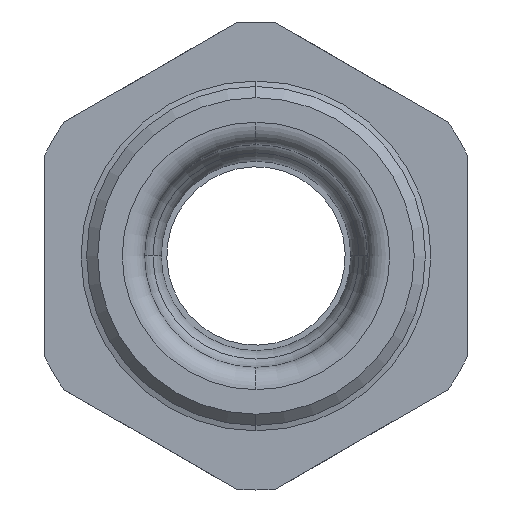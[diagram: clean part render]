
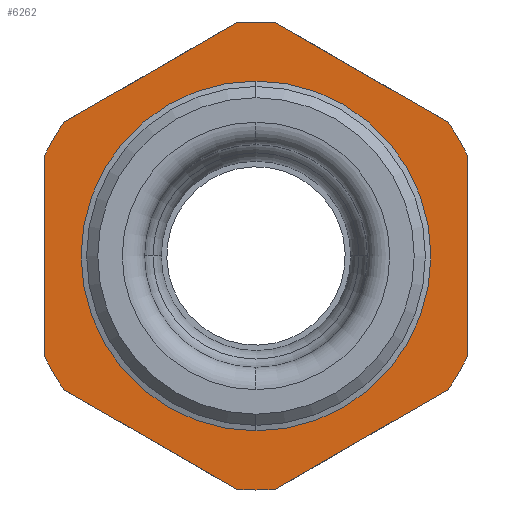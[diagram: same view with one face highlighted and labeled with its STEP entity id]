
A CAD part, front view. The second image highlights one B-rep face of the part: STEP entity #6262.
In plain terms, the highlighted planar face has unit normal (0, -1, 0).
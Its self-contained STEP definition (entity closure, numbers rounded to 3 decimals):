
#112 = CARTESIAN_POINT ( 'NONE',  ( 0., -6.65, 0. ) ) ;
#144 = VERTEX_POINT ( 'NONE', #1866 ) ;
#160 = ORIENTED_EDGE ( 'NONE', *, *, #433, .F. ) ;
#175 = ORIENTED_EDGE ( 'NONE', *, *, #4775, .T. ) ;
#350 = DIRECTION ( 'NONE',  ( 0., 0., -1. ) ) ;
#376 = CARTESIAN_POINT ( 'NONE',  ( 0., -6.65, 10.97 ) ) ;
#383 = DIRECTION ( 'NONE',  ( 0., -1., 0. ) ) ;
#433 = EDGE_CURVE ( 'NONE', #1181, #3485, #4906, .T. ) ;
#516 = CARTESIAN_POINT ( 'NONE',  ( 0., -6.65, -10.97 ) ) ;
#524 = AXIS2_PLACEMENT_3D ( 'NONE', #5836, #2323, #6430 ) ;
#580 = VECTOR ( 'NONE', #3622, 1000. ) ;
#654 = ORIENTED_EDGE ( 'NONE', *, *, #2336, .T. ) ;
#694 = DIRECTION ( 'NONE',  ( 0., 0., -1. ) ) ;
#763 = VECTOR ( 'NONE', #1086, 1000. ) ;
#853 = EDGE_CURVE ( 'NONE', #4078, #5055, #3892, .T. ) ;
#879 = VERTEX_POINT ( 'NONE', #6589 ) ;
#910 = CIRCLE ( 'NONE', #4655, 10.5 ) ;
#1086 = DIRECTION ( 'NONE',  ( 0.866, 0., -0.5 ) ) ;
#1181 = VERTEX_POINT ( 'NONE', #4472 ) ;
#1236 = ORIENTED_EDGE ( 'NONE', *, *, #1371, .T. ) ;
#1289 = VERTEX_POINT ( 'NONE', #3427 ) ;
#1317 = EDGE_CURVE ( 'NONE', #3706, #6129, #2305, .T. ) ;
#1371 = EDGE_CURVE ( 'NONE', #144, #1628, #3479, .T. ) ;
#1482 = ORIENTED_EDGE ( 'NONE', *, *, #853, .T. ) ;
#1513 = CARTESIAN_POINT ( 'NONE',  ( 9.5, -6.65, -5.485 ) ) ;
#1561 = DIRECTION ( 'NONE',  ( 0., -1., 0. ) ) ;
#1628 = VERTEX_POINT ( 'NONE', #3804 ) ;
#1707 = AXIS2_PLACEMENT_3D ( 'NONE', #2886, #7016, #3473 ) ;
#1725 = VERTEX_POINT ( 'NONE', #6243 ) ;
#1750 = EDGE_CURVE ( 'NONE', #2113, #1289, #3561, .T. ) ;
#1839 = VECTOR ( 'NONE', #6779, 1000. ) ;
#1866 = CARTESIAN_POINT ( 'NONE',  ( 8.623, -6.65, -5.991 ) ) ;
#2113 = VERTEX_POINT ( 'NONE', #3959 ) ;
#2117 = DIRECTION ( 'NONE',  ( -0.866, 0., 0.5 ) ) ;
#2198 = VECTOR ( 'NONE', #2117, 1000. ) ;
#2208 = CIRCLE ( 'NONE', #5222, 10.5 ) ;
#2305 = CIRCLE ( 'NONE', #1707, 10.5 ) ;
#2323 = DIRECTION ( 'NONE',  ( 0., -1., 0. ) ) ;
#2336 = EDGE_CURVE ( 'NONE', #3539, #1725, #2515, .T. ) ;
#2337 = EDGE_CURVE ( 'NONE', #879, #2113, #7037, .T. ) ;
#2385 = DIRECTION ( 'NONE',  ( 0., -1., 0. ) ) ;
#2486 = EDGE_CURVE ( 'NONE', #7608, #4078, #3993, .T. ) ;
#2493 = DIRECTION ( 'NONE',  ( 0., -1., 0. ) ) ;
#2515 = LINE ( 'NONE', #6325, #3894 ) ;
#2691 = EDGE_CURVE ( 'NONE', #1289, #6876, #7378, .T. ) ;
#2843 = CARTESIAN_POINT ( 'NONE',  ( 0., -6.65, 0. ) ) ;
#2886 = CARTESIAN_POINT ( 'NONE',  ( 0., -6.65, 0. ) ) ;
#3148 = ORIENTED_EDGE ( 'NONE', *, *, #4190, .T. ) ;
#3172 = DIRECTION ( 'NONE',  ( 0., 0., 1. ) ) ;
#3196 = FACE_BOUND ( 'NONE', #7336, .T. ) ;
#3320 = CARTESIAN_POINT ( 'NONE',  ( 9.5, -6.65, 5.485 ) ) ;
#3408 = LINE ( 'NONE', #1513, #1839 ) ;
#3427 = CARTESIAN_POINT ( 'NONE',  ( 0., -6.65, -10.5 ) ) ;
#3441 = DIRECTION ( 'NONE',  ( 0., 0., -1. ) ) ;
#3473 = DIRECTION ( 'NONE',  ( 0., 0., -1. ) ) ;
#3479 = CIRCLE ( 'NONE', #3666, 10.5 ) ;
#3485 = VERTEX_POINT ( 'NONE', #7609 ) ;
#3539 = VERTEX_POINT ( 'NONE', #4690 ) ;
#3559 = VECTOR ( 'NONE', #6260, 1000. ) ;
#3561 = CIRCLE ( 'NONE', #6294, 10.5 ) ;
#3610 = ORIENTED_EDGE ( 'NONE', *, *, #2486, .T. ) ;
#3622 = DIRECTION ( 'NONE',  ( -0.866, 0., -0.5 ) ) ;
#3666 = AXIS2_PLACEMENT_3D ( 'NONE', #5902, #2385, #6496 ) ;
#3706 = VERTEX_POINT ( 'NONE', #6491 ) ;
#3745 = LINE ( 'NONE', #376, #2198 ) ;
#3788 = ORIENTED_EDGE ( 'NONE', *, *, #2337, .T. ) ;
#3804 = CARTESIAN_POINT ( 'NONE',  ( 9.5, -6.65, -4.472 ) ) ;
#3868 = DIRECTION ( 'NONE',  ( 0., -1., 0. ) ) ;
#3892 = LINE ( 'NONE', #5962, #580 ) ;
#3894 = VECTOR ( 'NONE', #5785, 1000. ) ;
#3908 = CARTESIAN_POINT ( 'NONE',  ( 0., -6.65, 0. ) ) ;
#3959 = CARTESIAN_POINT ( 'NONE',  ( -0.877, -6.65, -10.463 ) ) ;
#3961 = ORIENTED_EDGE ( 'NONE', *, *, #1317, .T. ) ;
#3993 = CIRCLE ( 'NONE', #5974, 10.5 ) ;
#4078 = VERTEX_POINT ( 'NONE', #4337 ) ;
#4128 = ORIENTED_EDGE ( 'NONE', *, *, #6636, .F. ) ;
#4144 = CIRCLE ( 'NONE', #524, 7.847 ) ;
#4190 = EDGE_CURVE ( 'NONE', #1725, #879, #2208, .T. ) ;
#4219 = DIRECTION ( 'NONE',  ( 0., -1., 0. ) ) ;
#4306 = PLANE ( 'NONE',  #5142 ) ;
#4337 = CARTESIAN_POINT ( 'NONE',  ( -0.877, -6.65, 10.463 ) ) ;
#4442 = ORIENTED_EDGE ( 'NONE', *, *, #1750, .T. ) ;
#4472 = CARTESIAN_POINT ( 'NONE',  ( 0., -6.65, 7.847 ) ) ;
#4482 = DIRECTION ( 'NONE',  ( 0., 0., -1. ) ) ;
#4655 = AXIS2_PLACEMENT_3D ( 'NONE', #3908, #383, #4482 ) ;
#4663 = AXIS2_PLACEMENT_3D ( 'NONE', #6010, #2493, #6601 ) ;
#4690 = CARTESIAN_POINT ( 'NONE',  ( -9.5, -6.65, 4.472 ) ) ;
#4728 = EDGE_LOOP ( 'NONE', ( #5018, #1236, #175, #3961, #6003, #3610, #1482, #6264, #654, #3148, #3788, #4442, #6415 ) ) ;
#4749 = EDGE_CURVE ( 'NONE', #6129, #7608, #3745, .T. ) ;
#4775 = EDGE_CURVE ( 'NONE', #1628, #3706, #5131, .T. ) ;
#4892 = CARTESIAN_POINT ( 'NONE',  ( 0.877, -6.65, -10.463 ) ) ;
#4906 = CIRCLE ( 'NONE', #4663, 7.847 ) ;
#4934 = CARTESIAN_POINT ( 'NONE',  ( -10.5, -6.65, 0. ) ) ;
#5018 = ORIENTED_EDGE ( 'NONE', *, *, #5622, .T. ) ;
#5055 = VERTEX_POINT ( 'NONE', #5431 ) ;
#5088 = CARTESIAN_POINT ( 'NONE',  ( 0., -6.65, 0. ) ) ;
#5100 = CARTESIAN_POINT ( 'NONE',  ( 0.877, -6.65, 10.463 ) ) ;
#5131 = LINE ( 'NONE', #3320, #3559 ) ;
#5142 = AXIS2_PLACEMENT_3D ( 'NONE', #4934, #6717, #3172 ) ;
#5222 = AXIS2_PLACEMENT_3D ( 'NONE', #7393, #3868, #350 ) ;
#5384 = CARTESIAN_POINT ( 'NONE',  ( 8.623, -6.65, 5.991 ) ) ;
#5431 = CARTESIAN_POINT ( 'NONE',  ( -8.623, -6.65, 5.991 ) ) ;
#5441 = AXIS2_PLACEMENT_3D ( 'NONE', #112, #4219, #694 ) ;
#5622 = EDGE_CURVE ( 'NONE', #6876, #144, #3408, .T. ) ;
#5679 = DIRECTION ( 'NONE',  ( 0., 0., -1. ) ) ;
#5785 = DIRECTION ( 'NONE',  ( 0., 0., -1. ) ) ;
#5836 = CARTESIAN_POINT ( 'NONE',  ( 0., -6.65, 0. ) ) ;
#5851 = EDGE_CURVE ( 'NONE', #5055, #3539, #910, .T. ) ;
#5902 = CARTESIAN_POINT ( 'NONE',  ( 0., -6.65, 0. ) ) ;
#5962 = CARTESIAN_POINT ( 'NONE',  ( -9.5, -6.65, 5.485 ) ) ;
#5974 = AXIS2_PLACEMENT_3D ( 'NONE', #2843, #6988, #3441 ) ;
#6003 = ORIENTED_EDGE ( 'NONE', *, *, #4749, .T. ) ;
#6010 = CARTESIAN_POINT ( 'NONE',  ( 0., -6.65, 0. ) ) ;
#6129 = VERTEX_POINT ( 'NONE', #5384 ) ;
#6243 = CARTESIAN_POINT ( 'NONE',  ( -9.5, -6.65, -4.472 ) ) ;
#6260 = DIRECTION ( 'NONE',  ( 0., 0., 1. ) ) ;
#6262 = ADVANCED_FACE ( 'NONE', ( #6356, #3196 ), #4306, .F. ) ;
#6264 = ORIENTED_EDGE ( 'NONE', *, *, #5851, .T. ) ;
#6294 = AXIS2_PLACEMENT_3D ( 'NONE', #5088, #1561, #5679 ) ;
#6325 = CARTESIAN_POINT ( 'NONE',  ( -9.5, -6.65, -5.485 ) ) ;
#6356 = FACE_OUTER_BOUND ( 'NONE', #4728, .T. ) ;
#6415 = ORIENTED_EDGE ( 'NONE', *, *, #2691, .T. ) ;
#6430 = DIRECTION ( 'NONE',  ( 0., 0., -1. ) ) ;
#6491 = CARTESIAN_POINT ( 'NONE',  ( 9.5, -6.65, 4.472 ) ) ;
#6496 = DIRECTION ( 'NONE',  ( 0., 0., -1. ) ) ;
#6589 = CARTESIAN_POINT ( 'NONE',  ( -8.623, -6.65, -5.991 ) ) ;
#6601 = DIRECTION ( 'NONE',  ( 0., 0., -1. ) ) ;
#6636 = EDGE_CURVE ( 'NONE', #3485, #1181, #4144, .T. ) ;
#6717 = DIRECTION ( 'NONE',  ( 0., 1., 0. ) ) ;
#6779 = DIRECTION ( 'NONE',  ( 0.866, 0., 0.5 ) ) ;
#6876 = VERTEX_POINT ( 'NONE', #4892 ) ;
#6988 = DIRECTION ( 'NONE',  ( 0., -1., 0. ) ) ;
#7016 = DIRECTION ( 'NONE',  ( 0., -1., 0. ) ) ;
#7037 = LINE ( 'NONE', #516, #763 ) ;
#7336 = EDGE_LOOP ( 'NONE', ( #160, #4128 ) ) ;
#7378 = CIRCLE ( 'NONE', #5441, 10.5 ) ;
#7393 = CARTESIAN_POINT ( 'NONE',  ( 0., -6.65, 0. ) ) ;
#7608 = VERTEX_POINT ( 'NONE', #5100 ) ;
#7609 = CARTESIAN_POINT ( 'NONE',  ( 0., -6.65, -7.847 ) ) ;
